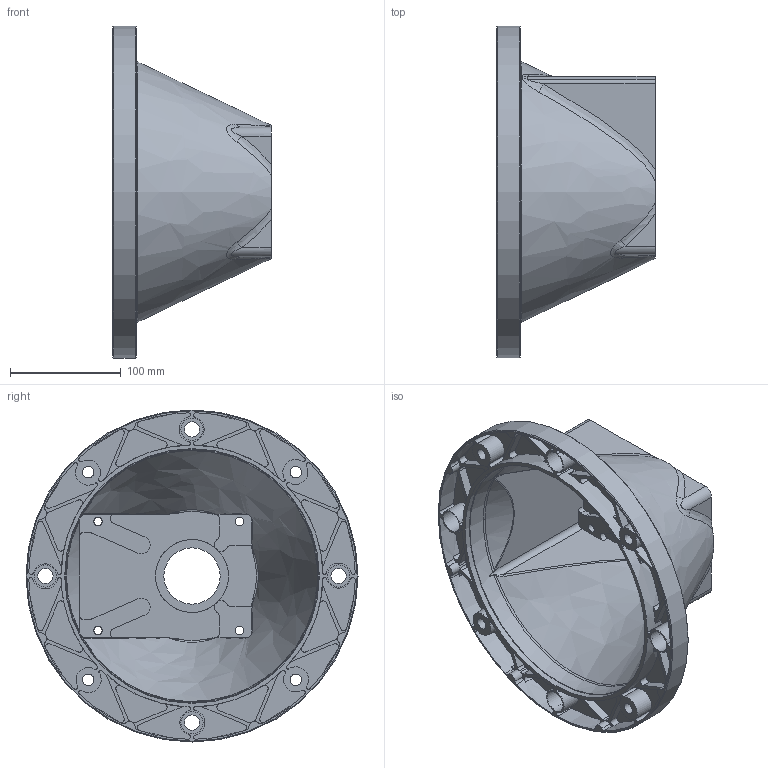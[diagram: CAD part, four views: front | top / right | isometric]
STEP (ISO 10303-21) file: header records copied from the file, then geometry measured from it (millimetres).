
FILE_DESCRIPTION(('STEP AP203'),'2;1');
FILE_NAME('LS301.stp','2005-07-26T15:26:16',(''),(''),'9.0.0','THINKDESIGN','');
FILE_SCHEMA(('CONFIG_CONTROL_DESIGN'));
Length unit declared in the file: millimetre
Bounding box: 143 x 300 x 300 mm (x, y, z)
Volume: 581798.8 mm3; surface area: 337917.7 mm2
Topology: 1 solids, 1 shells, 385 faces, 1107 edges, 739 vertices
Faces by surface type: cylinder 214, plane 116, bspline 55
Full cylindrical faces by diameter (mm): 7.5 x4, 10.25 x4, 14 x4, 20.154 x4, 50.8 x1, 66 x1, 230 x1, 235 x1, 300 x1
Entity records: 18123 total; most frequent: CARTESIAN_POINT 7644, DIRECTION 2261, ORIENTED_EDGE 2214, EDGE_CURVE 1107, AXIS2_PLACEMENT_3D 920, VERTEX_POINT 739, CIRCLE 590, EDGE_LOOP 426
